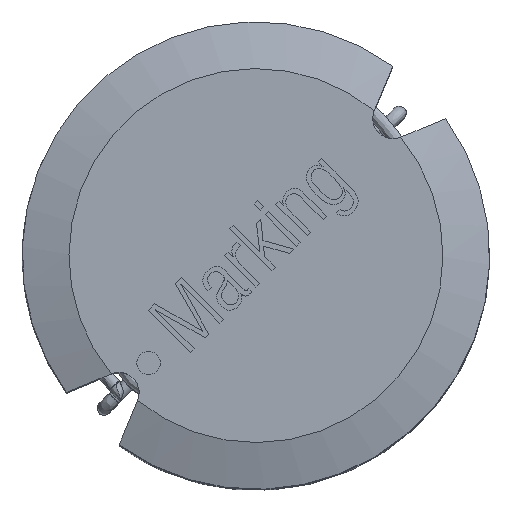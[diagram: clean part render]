
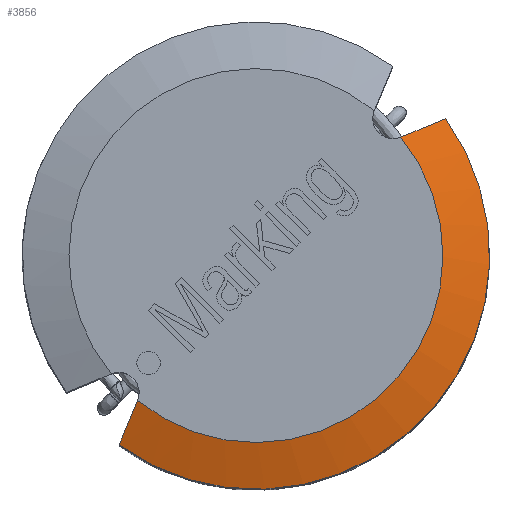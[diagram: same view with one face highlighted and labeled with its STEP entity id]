
A CAD part, top view. The second image highlights one B-rep face of the part: STEP entity #3856.
In plain terms, the highlighted conical face has half-angle 73.301 degrees and reference radius 5 mm.
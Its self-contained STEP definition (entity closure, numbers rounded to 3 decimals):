
#34=CONICAL_SURFACE('',#4041,5.,1.279);
#97=B_SPLINE_CURVE_WITH_KNOTS('',3,(#4865,#4866,#4867,#4868),
 .UNSPECIFIED.,.F.,.F.,(4,4),(0.,0.001),
 .UNSPECIFIED.);
#111=B_SPLINE_CURVE_WITH_KNOTS('',3,(#7525,#7526,#7527,#7528),
 .UNSPECIFIED.,.F.,.F.,(4,4),(0.,0.001),
 .UNSPECIFIED.);
#939=ORIENTED_EDGE('',*,*,#1629,.F.);
#940=ORIENTED_EDGE('',*,*,#1621,.F.);
#941=ORIENTED_EDGE('',*,*,#1502,.T.);
#942=ORIENTED_EDGE('',*,*,#1630,.T.);
#1502=EDGE_CURVE('',#1879,#1878,#97,.T.);
#1621=EDGE_CURVE('',#1879,#1965,#2135,.T.);
#1629=EDGE_CURVE('',#1965,#1971,#111,.T.);
#1630=EDGE_CURVE('',#1878,#1971,#2140,.T.);
#1878=VERTEX_POINT('',#4864);
#1879=VERTEX_POINT('',#4869);
#1965=VERTEX_POINT('',#7510);
#1971=VERTEX_POINT('',#7529);
#2135=CIRCLE('',#4035,5.);
#2140=CIRCLE('',#4042,4.);
#2237=EDGE_LOOP('',(#939,#940,#941,#942));
#2451=FACE_BOUND('',#2237,.T.);
#3856=ADVANCED_FACE('',(#2451),#34,.T.);
#4035=AXIS2_PLACEMENT_3D('',#7509,#4395,#4396);
#4041=AXIS2_PLACEMENT_3D('',#7524,#4410,#4411);
#4042=AXIS2_PLACEMENT_3D('',#7530,#4412,#4413);
#4395=DIRECTION('',(0.,0.,-1.));
#4396=DIRECTION('',(-1.,0.,0.));
#4410=DIRECTION('',(0.,0.,-1.));
#4411=DIRECTION('',(-1.,0.,0.));
#4412=DIRECTION('',(0.,0.,-1.));
#4413=DIRECTION('',(-1.,0.,0.));
#4864=CARTESIAN_POINT('',(2.531,-3.097,12.6));
#4865=CARTESIAN_POINT('',(2.928,-4.053,12.3));
#4866=CARTESIAN_POINT('',(2.796,-3.735,12.401));
#4867=CARTESIAN_POINT('',(2.664,-3.416,12.501));
#4868=CARTESIAN_POINT('',(2.531,-3.097,12.6));
#4869=CARTESIAN_POINT('',(2.928,-4.053,12.3));
#7509=CARTESIAN_POINT('',(0.,0.,12.3));
#7510=CARTESIAN_POINT('',(-4.053,2.928,12.3));
#7524=CARTESIAN_POINT('',(0.,0.,12.3));
#7525=CARTESIAN_POINT('',(-4.053,2.928,12.3));
#7526=CARTESIAN_POINT('',(-3.735,2.796,12.401));
#7527=CARTESIAN_POINT('',(-3.416,2.664,12.501));
#7528=CARTESIAN_POINT('',(-3.097,2.531,12.6));
#7529=CARTESIAN_POINT('',(-3.097,2.531,12.6));
#7530=CARTESIAN_POINT('',(0.,0.,12.6));
